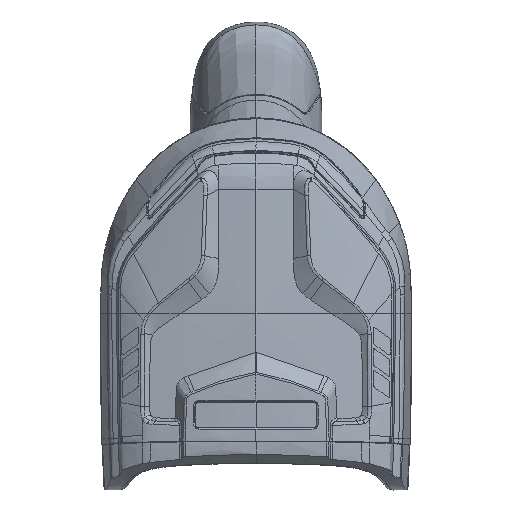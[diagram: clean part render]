
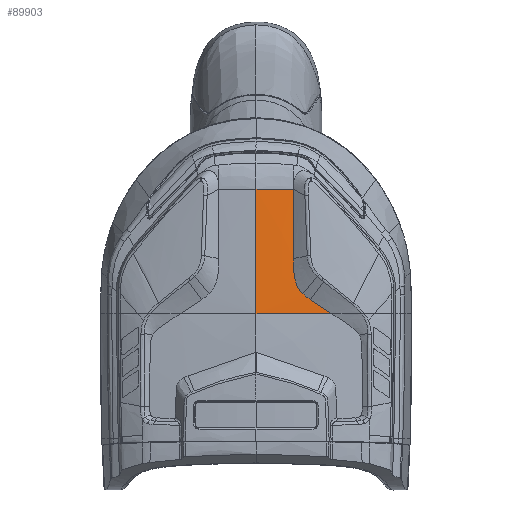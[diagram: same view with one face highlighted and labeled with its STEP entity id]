
A CAD part, top view. The second image highlights one B-rep face of the part: STEP entity #89903.
In plain terms, the highlighted free-form (B-spline) face has degree [3, 3] with [4, 4] control points.
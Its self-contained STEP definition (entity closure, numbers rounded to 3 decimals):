
#73376=CARTESIAN_POINT('',(0.,62.25,
91.031));
#73377=CARTESIAN_POINT('',(2.021,62.249,90.879));
#73378=CARTESIAN_POINT('',(6.059,62.25,90.544));
#73379=CARTESIAN_POINT('',(12.104,62.25,89.948));
#73380=CARTESIAN_POINT('',(16.125,62.25,89.487));
#73381=CARTESIAN_POINT('',(18.133,62.25,89.241));
#73383=CARTESIAN_POINT('',(8.91,91.998,88.529));
#73384=CARTESIAN_POINT('',(8.63,91.998,88.556));
#73385=CARTESIAN_POINT('',(7.895,91.998,88.628));
#73386=CARTESIAN_POINT('',(6.905,91.998,88.721));
#73387=CARTESIAN_POINT('',(5.71,91.998,88.831));
#73388=CARTESIAN_POINT('',(4.466,91.998,88.941));
#73389=CARTESIAN_POINT('',(2.485,91.998,89.11));
#73390=CARTESIAN_POINT('',(0.991,91.998,
89.228));
#73391=CARTESIAN_POINT('',(0.,91.998,
89.303));
#73393=CARTESIAN_POINT('',(9.,75.399,89.552));
#73394=CARTESIAN_POINT('',(8.99,77.21,89.449));
#73395=CARTESIAN_POINT('',(8.97,80.856,89.236));
#73396=CARTESIAN_POINT('',(8.94,86.388,88.895));
#73397=CARTESIAN_POINT('',(8.92,90.121,88.653));
#73398=CARTESIAN_POINT('',(8.91,91.998,88.529));
#73400=CARTESIAN_POINT('',(11.213,66.961,89.789));
#73401=CARTESIAN_POINT('',(11.067,67.104,89.797));
#73402=CARTESIAN_POINT('',(10.791,67.401,89.81));
#73403=CARTESIAN_POINT('',(10.425,67.872,89.823));
#73404=CARTESIAN_POINT('',(10.096,68.386,89.83));
#73405=CARTESIAN_POINT('',(9.803,68.952,89.829));
#73406=CARTESIAN_POINT('',(9.546,69.584,89.821));
#73407=CARTESIAN_POINT('',(9.331,70.289,89.805));
#73408=CARTESIAN_POINT('',(9.158,71.133,89.776));
#73409=CARTESIAN_POINT('',(9.062,71.964,89.74));
#73410=CARTESIAN_POINT('',(9.024,72.679,89.704));
#73411=CARTESIAN_POINT('',(9.012,73.323,89.669));
#73412=CARTESIAN_POINT('',(9.008,73.902,89.637));
#73413=CARTESIAN_POINT('',(9.006,74.406,89.608));
#73414=CARTESIAN_POINT('',(9.003,74.886,89.581));
#73415=CARTESIAN_POINT('',(9.001,75.227,89.562));
#73416=CARTESIAN_POINT('',(9.,75.399,89.552));
#73418=CARTESIAN_POINT('',(13.022,65.587,89.667));
#73419=CARTESIAN_POINT('',(12.918,65.655,89.675));
#73420=CARTESIAN_POINT('',(12.717,65.785,89.69));
#73421=CARTESIAN_POINT('',(12.441,65.97,89.71));
#73422=CARTESIAN_POINT('',(12.199,66.139,89.728));
#73423=CARTESIAN_POINT('',(11.973,66.307,89.743));
#73424=CARTESIAN_POINT('',(11.741,66.487,89.758));
#73425=CARTESIAN_POINT('',(11.486,66.703,89.774));
#73426=CARTESIAN_POINT('',(11.305,66.871,89.784));
#73427=CARTESIAN_POINT('',(11.213,66.961,89.789));
#73429=CARTESIAN_POINT('',(18.133,62.25,89.241));
#73430=CARTESIAN_POINT('',(17.569,62.623,89.292));
#73431=CARTESIAN_POINT('',(16.439,63.367,89.392));
#73432=CARTESIAN_POINT('',(14.736,64.479,89.534));
#73433=CARTESIAN_POINT('',(13.594,65.218,89.623));
#73434=CARTESIAN_POINT('',(13.022,65.587,89.667));
#73491=CARTESIAN_POINT('',(0.,62.25,
91.031));
#73492=CARTESIAN_POINT('',(0.,71.56,
90.58));
#73493=CARTESIAN_POINT('',(0.,81.477,
90.004));
#73494=CARTESIAN_POINT('',(0.,91.998,
89.303));
#87981=VERTEX_POINT('',#73376);
#87982=VERTEX_POINT('',#73381);
#87983=VERTEX_POINT('',#73494);
#87984=VERTEX_POINT('',#73393);
#87985=VERTEX_POINT('',#73398);
#88558=VERTEX_POINT('',#73434);
#88562=VERTEX_POINT('',#73427);
#89872=CARTESIAN_POINT('',(-0.183,61.963,
91.059));
#89873=CARTESIAN_POINT('',(-0.183,71.905,
90.58));
#89874=CARTESIAN_POINT('',(-0.183,82.539,
89.957));
#89875=CARTESIAN_POINT('',(-0.183,93.866,
89.192));
#89876=CARTESIAN_POINT('',(6.11,61.071,90.63));
#89877=CARTESIAN_POINT('',(6.11,71.01,90.157));
#89878=CARTESIAN_POINT('',(6.11,81.642,89.54));
#89879=CARTESIAN_POINT('',(6.11,92.967,88.779));
#89880=CARTESIAN_POINT('',(12.275,59.839,90.079));
#89881=CARTESIAN_POINT('',(12.275,69.774,89.615));
#89882=CARTESIAN_POINT('',(12.275,80.403,89.006));
#89883=CARTESIAN_POINT('',(12.275,91.725,88.251));
#89884=CARTESIAN_POINT('',(18.311,58.267,89.406));
#89885=CARTESIAN_POINT('',(18.311,68.197,88.954));
#89886=CARTESIAN_POINT('',(18.311,78.821,88.355));
#89887=CARTESIAN_POINT('',(18.311,90.141,87.608));
#89888=B_SPLINE_SURFACE_WITH_KNOTS('',3,3,((#89872,#89873,#89874,#89875),
(#89876,#89877,#89878,#89879),(#89880,#89881,#89882,#89883),(#89884,#89885,
#89886,#89887)),.UNSPECIFIED.,.F.,.F.,.F.,(4,4),(4,4),(-0.961,
18.29),(53.828,81.012),.UNSPECIFIED.);
#89889=ORIENTED_EDGE('',*,*,#89844,.F.);
#89891=ORIENTED_EDGE('',*,*,#89890,.T.);
#89893=ORIENTED_EDGE('',*,*,#89892,.F.);
#89895=ORIENTED_EDGE('',*,*,#89894,.F.);
#89897=ORIENTED_EDGE('',*,*,#89896,.F.);
#89899=ORIENTED_EDGE('',*,*,#89898,.F.);
#89900=ORIENTED_EDGE('',*,*,#89748,.F.);
#89901=EDGE_LOOP('',(#89889,#89891,#89893,#89895,#89897,#89899,#89900));
#89902=FACE_OUTER_BOUND('',#89901,.F.);
#89903=ADVANCED_FACE('',(#89902),#89888,.T.);
#73382=B_SPLINE_CURVE_WITH_KNOTS('',3,(#73376,#73377,#73378,#73379,#73380,
#73381),.UNSPECIFIED.,.F.,.F.,(4,1,1,4),(0.,0.333,
0.667,1.),.UNSPECIFIED.);
#73392=B_SPLINE_CURVE_WITH_KNOTS('',3,(#73383,#73384,#73385,#73386,#73387,
#73388,#73389,#73390,#73391),.UNSPECIFIED.,.F.,.F.,(4,1,1,1,1,1,4),(0.,
0.094,0.248,0.333,0.497,
0.667,1.),.UNSPECIFIED.);
#73399=B_SPLINE_CURVE_WITH_KNOTS('',3,(#73393,#73394,#73395,#73396,#73397,
#73398),.UNSPECIFIED.,.F.,.F.,(4,1,1,4),(0.,0.333,
0.667,1.),.UNSPECIFIED.);
#73417=B_SPLINE_CURVE_WITH_KNOTS('',3,(#73400,#73401,#73402,#73403,#73404,
#73405,#73406,#73407,#73408,#73409,#73410,#73411,#73412,#73413,#73414,#73415,
#73416),.UNSPECIFIED.,.F.,.F.,(4,1,1,1,1,1,1,1,1,1,1,1,1,1,4),(0.,
0.071,0.143,0.214,0.286,
0.357,0.429,0.5,0.571,0.643,
0.714,0.786,0.857,0.929,1.),
.UNSPECIFIED.);
#73428=B_SPLINE_CURVE_WITH_KNOTS('',3,(#73418,#73419,#73420,#73421,#73422,
#73423,#73424,#73425,#73426,#73427),.UNSPECIFIED.,.F.,.F.,(4,1,1,1,1,1,1,4),(
0.,0.143,0.286,0.429,0.571,
0.714,0.857,1.),.UNSPECIFIED.);
#73435=B_SPLINE_CURVE_WITH_KNOTS('',3,(#73429,#73430,#73431,#73432,#73433,
#73434),.UNSPECIFIED.,.F.,.F.,(4,1,1,4),(0.,0.333,
0.667,1.),.UNSPECIFIED.);
#73495=B_SPLINE_CURVE_WITH_KNOTS('',3,(#73491,#73492,#73493,#73494),
.UNSPECIFIED.,.F.,.F.,(4,4),(0.,1.),.UNSPECIFIED.);
#89748=EDGE_CURVE('',#87982,#88558,#73435,.T.);
#89844=EDGE_CURVE('',#87981,#87982,#73382,.T.);
#89890=EDGE_CURVE('',#87981,#87983,#73495,.T.);
#89892=EDGE_CURVE('',#87985,#87983,#73392,.T.);
#89894=EDGE_CURVE('',#87984,#87985,#73399,.T.);
#89896=EDGE_CURVE('',#88562,#87984,#73417,.T.);
#89898=EDGE_CURVE('',#88558,#88562,#73428,.T.);
